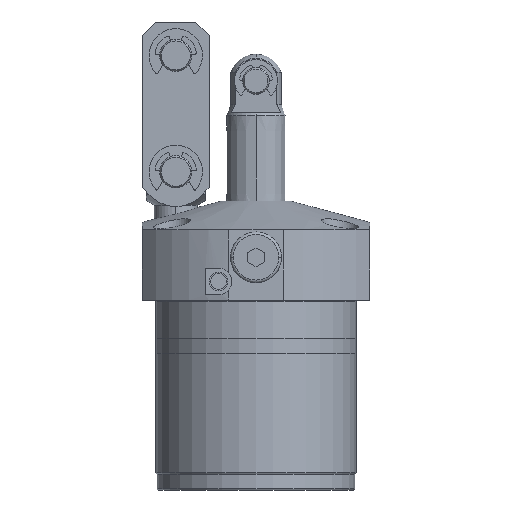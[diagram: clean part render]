
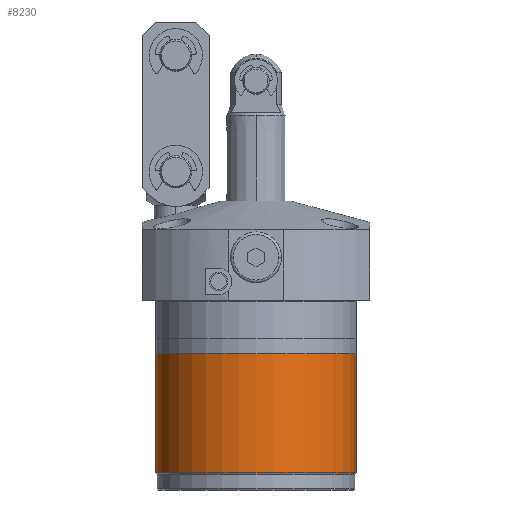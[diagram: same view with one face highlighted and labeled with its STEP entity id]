
A CAD part, front view. The second image highlights one B-rep face of the part: STEP entity #8230.
In plain terms, the highlighted cylindrical face has radius 37.4 mm (diameter 74.8 mm), a partial arc.
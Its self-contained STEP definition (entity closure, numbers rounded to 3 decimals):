
#93 = AXIS2_PLACEMENT_3D ( 'NONE', #3067, #3068, #3069 ) ;
#216 = AXIS2_PLACEMENT_3D ( 'NONE', #3070, #3071, #3072 ) ;
#439 = VECTOR ( 'NONE', #7042, 1000. ) ;
#442 = VECTOR ( 'NONE', #7030, 1000. ) ;
#794 = VERTEX_POINT ( 'NONE', #1309 ) ;
#795 = VERTEX_POINT ( 'NONE', #1310 ) ;
#796 = VERTEX_POINT ( 'NONE', #1311 ) ;
#797 = VERTEX_POINT ( 'NONE', #1312 ) ;
#996 = EDGE_CURVE ( 'NONE', #797, #795, #7026, .T. ) ;
#998 = EDGE_CURVE ( 'NONE', #796, #794, #7038, .T. ) ;
#1309 = CARTESIAN_POINT ( 'NONE',  ( 37.4, 0., -20. ) ) ;
#1310 = CARTESIAN_POINT ( 'NONE',  ( -37.4, 0., -20. ) ) ;
#1311 = CARTESIAN_POINT ( 'NONE',  ( 37.4, 0., -64.507 ) ) ;
#1312 = CARTESIAN_POINT ( 'NONE',  ( -37.4, 0., -64.507 ) ) ;
#3067 = CARTESIAN_POINT ( 'NONE',  ( 0., 0., -64.507 ) ) ;
#3068 = DIRECTION ( 'NONE',  ( 0., 0., 1. ) ) ;
#3069 = DIRECTION ( 'NONE',  ( 1., 0., 0. ) ) ;
#3070 = CARTESIAN_POINT ( 'NONE',  ( 0., 0., -20. ) ) ;
#3071 = DIRECTION ( 'NONE',  ( 0., 0., 1. ) ) ;
#3072 = DIRECTION ( 'NONE',  ( 1., 0., 0. ) ) ;
#5243 = CARTESIAN_POINT ( 'NONE',  ( 0., 0., 100. ) ) ;
#5247 = DIRECTION ( 'NONE',  ( 0., 0., 1. ) ) ;
#5248 = DIRECTION ( 'NONE',  ( 1., 0., 0. ) ) ;
#6643 = CIRCLE ( 'NONE', #216, 37.4 ) ;
#6644 = CIRCLE ( 'NONE', #93, 37.4 ) ;
#6845 = ORIENTED_EDGE ( 'NONE', *, *, #998, .T. ) ;
#6847 = ORIENTED_EDGE ( 'NONE', *, *, #8033, .T. ) ;
#6849 = ORIENTED_EDGE ( 'NONE', *, *, #996, .F. ) ;
#6851 = ORIENTED_EDGE ( 'NONE', *, *, #8034, .F. ) ;
#7026 = LINE ( 'NONE', #7028, #442 ) ;
#7028 = CARTESIAN_POINT ( 'NONE',  ( -37.4, 0., 100. ) ) ;
#7030 = DIRECTION ( 'NONE',  ( 0., 0., 1. ) ) ;
#7038 = LINE ( 'NONE', #7040, #439 ) ;
#7040 = CARTESIAN_POINT ( 'NONE',  ( 37.4, 0., 100. ) ) ;
#7042 = DIRECTION ( 'NONE',  ( 0., 0., 1. ) ) ;
#7920 = EDGE_LOOP ( 'NONE', ( #6849, #6847, #6845, #6851 ) ) ;
#8033 = EDGE_CURVE ( 'NONE', #797, #796, #6644, .T. ) ;
#8034 = EDGE_CURVE ( 'NONE', #795, #794, #6643, .T. ) ;
#8230 = ADVANCED_FACE ( 'NONE', ( #8687 ), #8688, .T. ) ;
#8685 = AXIS2_PLACEMENT_3D ( 'NONE', #5243, #5247, #5248 ) ;
#8687 = FACE_OUTER_BOUND ( 'NONE', #7920, .T. ) ;
#8688 = CYLINDRICAL_SURFACE ( 'NONE', #8685, 37.4 ) ;
